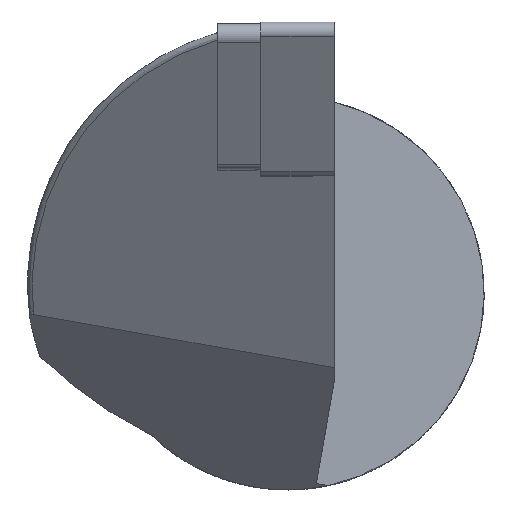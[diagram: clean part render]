
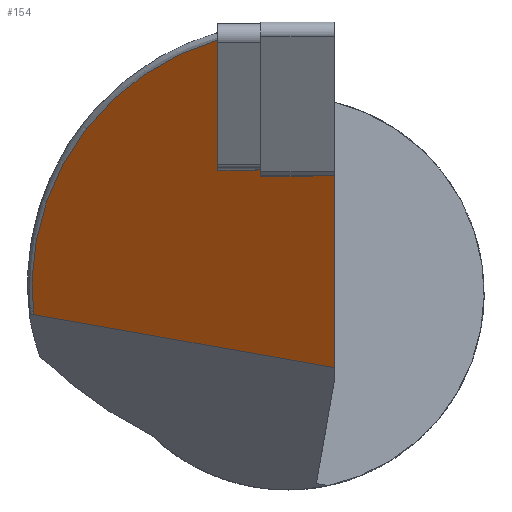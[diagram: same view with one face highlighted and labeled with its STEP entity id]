
A CAD part, top view. The second image highlights one B-rep face of the part: STEP entity #154.
In plain terms, the highlighted planar face has unit normal (-0.092, -0.522, 0.848).
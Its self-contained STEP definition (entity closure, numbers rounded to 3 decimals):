
#154=ADVANCED_FACE('',(#306),#241,.T.);
#241=PLANE('',#1675);
#306=FACE_OUTER_BOUND('',#393,.T.);
#393=EDGE_LOOP('',(#737,#738,#739,#740,#741,#742,#743,#744));
#481=LINE('',#2347,#590);
#484=LINE('',#2358,#593);
#493=LINE('',#2434,#602);
#494=LINE('',#2436,#603);
#495=LINE('',#2440,#604);
#496=LINE('',#2442,#605);
#497=LINE('',#2444,#606);
#590=VECTOR('',#1853,1.);
#593=VECTOR('',#1864,1.);
#602=VECTOR('',#1903,1.);
#603=VECTOR('',#1904,1.);
#604=VECTOR('',#1907,1.);
#605=VECTOR('',#1908,1.);
#606=VECTOR('',#1909,1.);
#737=ORIENTED_EDGE('',*,*,#1361,.F.);
#738=ORIENTED_EDGE('',*,*,#1355,.T.);
#739=ORIENTED_EDGE('',*,*,#1385,.T.);
#740=ORIENTED_EDGE('',*,*,#1386,.F.);
#741=ORIENTED_EDGE('',*,*,#1387,.T.);
#742=ORIENTED_EDGE('',*,*,#1388,.T.);
#743=ORIENTED_EDGE('',*,*,#1389,.T.);
#744=ORIENTED_EDGE('',*,*,#1390,.T.);
#1191=VERTEX_POINT('',#2344);
#1192=VERTEX_POINT('',#2346);
#1197=VERTEX_POINT('',#2359);
#1217=VERTEX_POINT('',#2435);
#1218=VERTEX_POINT('',#2437);
#1219=VERTEX_POINT('',#2439);
#1220=VERTEX_POINT('',#2441);
#1221=VERTEX_POINT('',#2443);
#1355=EDGE_CURVE('',#1191,#1192,#481,.T.);
#1361=EDGE_CURVE('',#1191,#1197,#484,.T.);
#1385=EDGE_CURVE('',#1192,#1217,#493,.T.);
#1386=EDGE_CURVE('',#1218,#1217,#494,.T.);
#1387=EDGE_CURVE('',#1218,#1219,#1600,.T.);
#1388=EDGE_CURVE('',#1219,#1220,#495,.T.);
#1389=EDGE_CURVE('',#1220,#1221,#496,.T.);
#1390=EDGE_CURVE('',#1221,#1197,#497,.T.);
#1600=ELLIPSE('',#1674,24.617,20.865);
#1674=AXIS2_PLACEMENT_3D('',#2438,#1905,#1906);
#1675=AXIS2_PLACEMENT_3D('',#2445,#1910,#1911);
#1853=DIRECTION('',(-0.994,-0.007,-0.112));
#1864=DIRECTION('',(0.,-0.852,-0.524));
#1903=DIRECTION('',(-0.994,-0.007,-0.112));
#1904=DIRECTION('',(0.,-0.852,-0.524));
#1905=DIRECTION('',(-0.092,-0.522,0.848));
#1906=DIRECTION('',(0.147,0.835,0.53));
#1907=DIRECTION('',(0.985,-0.174,0.));
#1908=DIRECTION('',(0.,0.852,0.524));
#1909=DIRECTION('',(-0.994,-0.007,-0.112));
#1910=DIRECTION('',(-0.092,-0.522,0.848));
#1911=DIRECTION('',(-0.147,-0.835,-0.53));
#2344=CARTESIAN_POINT('',(-2.18,9.974,37.704));
#2346=CARTESIAN_POINT('',(-4.339,9.96,37.461));
#2347=CARTESIAN_POINT('',(-31.243,9.78,34.431));
#2358=CARTESIAN_POINT('',(-2.18,26.617,47.946));
#2359=CARTESIAN_POINT('',(-2.18,9.455,37.385));
#2434=CARTESIAN_POINT('',(-31.243,9.78,34.431));
#2435=CARTESIAN_POINT('',(-5.68,9.951,37.31));
#2436=CARTESIAN_POINT('',(-5.68,26.786,47.67));
#2437=CARTESIAN_POINT('',(-5.68,20.528,43.819));
#2438=CARTESIAN_POINT('',(0.082,0.465,32.098));
#2439=CARTESIAN_POINT('',(-20.664,-1.777,28.467));
#2440=CARTESIAN_POINT('',(-37.365,1.168,28.467));
#2441=CARTESIAN_POINT('',(3.82,-6.094,28.467));
#2442=CARTESIAN_POINT('',(3.82,26.326,48.418));
#2443=CARTESIAN_POINT('',(3.82,9.495,38.06));
#2444=CARTESIAN_POINT('',(-31.204,9.261,34.116));
#2445=CARTESIAN_POINT('',(-32.618,28.091,45.55));
